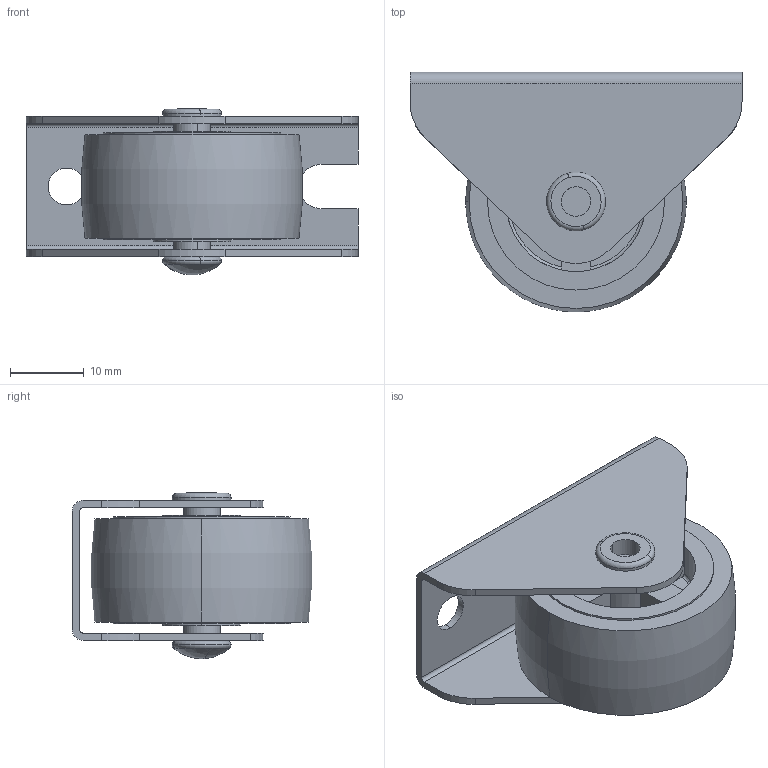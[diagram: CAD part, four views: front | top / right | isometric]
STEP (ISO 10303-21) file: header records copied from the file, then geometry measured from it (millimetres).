
FILE_DESCRIPTION(('STEP AP203'),'1');
FILE_NAME('e51_030.stp','2022-11-21T10:38:54',('TraceParts'),('TraceParts S.A.'),'Spatial InterOp 3D',' ',' ');
FILE_SCHEMA(('CONFIG_CONTROL_DESIGN'));
Length unit declared in the file: millimetre
Products named in the file (1): 1
Bounding box: 45 x 32.46 x 22.5 mm (x, y, z)
Volume: 11000.8 mm3; surface area: 8981.3 mm2
Topology: 3 solids, 3 shells, 126 faces, 330 edges, 219 vertices
Faces by surface type: plane 59, cylinder 41, torus 24, sphere 2
Entity records: 4112 total; most frequent: CARTESIAN_POINT 842, DIRECTION 710, ORIENTED_EDGE 660, EDGE_CURVE 330, AXIS2_PLACEMENT_3D 283, VERTEX_POINT 219, CIRCLE 154, LINE 144
